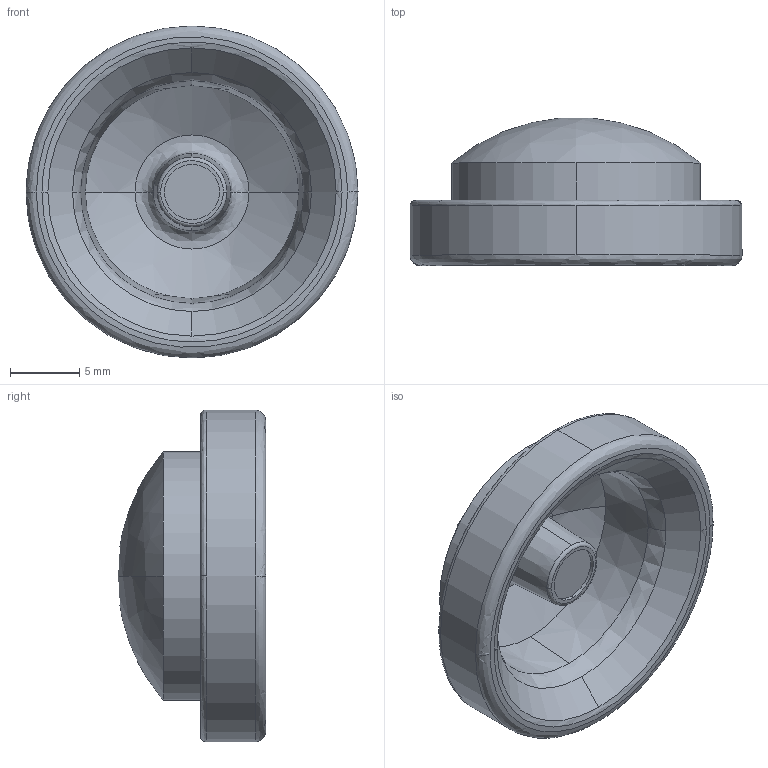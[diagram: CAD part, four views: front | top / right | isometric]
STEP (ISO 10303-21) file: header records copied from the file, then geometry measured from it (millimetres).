
FILE_DESCRIPTION (( 'STEP AP214' ), '1' );
FILE_NAME ('C00039_Button.STEP', '2017-03-15T21:54:57', ( '' ), ( '' ), 'SwSTEP 2.0', 'SolidWorks 2013', '' );
FILE_SCHEMA (( 'AUTOMOTIVE_DESIGN' ));
Length unit declared in the file: millimetre
Products named in the file (1): C00039_Button
Bounding box: 24 x 10.68 x 24 mm (x, y, z)
Volume: 1334.7 mm3; surface area: 1985.3 mm2
Topology: 1 solids, 1 shells, 43 faces, 107 edges, 70 vertices
Faces by surface type: bspline 22, cone 10, cylinder 6, plane 5
Entity records: 2257 total; most frequent: CARTESIAN_POINT 773, ORIENTED_EDGE 214, DIRECTION 214, EDGE_CURVE 107, AXIS2_PLACEMENT_3D 99, CIRCLE 77, VERTEX_POINT 70, EDGE_LOOP 47
